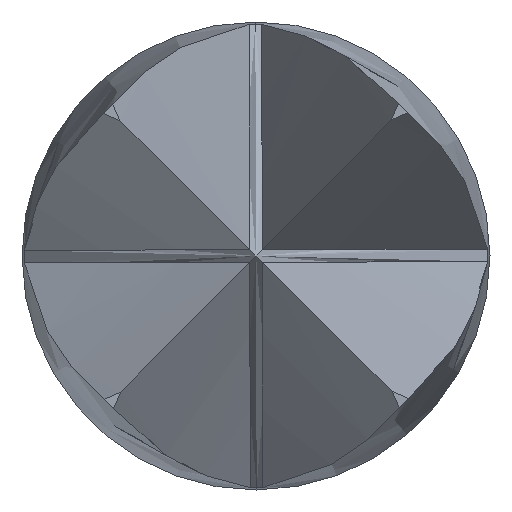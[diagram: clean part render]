
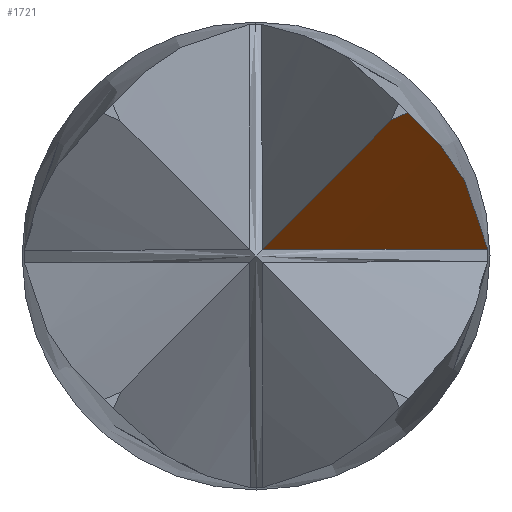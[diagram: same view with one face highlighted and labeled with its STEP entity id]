
A CAD part, left-side view. The second image highlights one B-rep face of the part: STEP entity #1721.
In plain terms, the highlighted conical face has half-angle 60 degrees and reference radius 9.525 mm.
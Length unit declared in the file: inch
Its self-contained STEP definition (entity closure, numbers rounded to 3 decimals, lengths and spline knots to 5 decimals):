
#46 = CARTESIAN_POINT ( 'NONE',  ( -0.4104, -0.02758, 0.00082 ) ) ;
#65 = CARTESIAN_POINT ( 'NONE',  ( -0.46, -0.01807, 0.01706 ) ) ;
#72 = EDGE_CURVE ( 'NONE', #978, #1433, #1132, .T. ) ;
#79 = VERTEX_POINT ( 'NONE', #46 ) ;
#186 = EDGE_CURVE ( 'NONE', #79, #280, #321, .T. ) ;
#246 = CARTESIAN_POINT ( 'NONE',  ( -0.41866, -0.02702, 0.00415 ) ) ;
#256 = CARTESIAN_POINT ( 'NONE',  ( -0.42691, -0.02588, 0.00717 ) ) ;
#266 = EDGE_CURVE ( 'NONE', #978, #280, #371, .T. ) ;
#267 = CARTESIAN_POINT ( 'NONE',  ( -0.46, -0.01807, 0.01706 ) ) ;
#269 = CARTESIAN_POINT ( 'NONE',  ( -0.44343, -0.02269, 0.0126 ) ) ;
#274 = CARTESIAN_POINT ( 'NONE',  ( -0.45171, -0.02063, 0.01501 ) ) ;
#280 = VERTEX_POINT ( 'NONE', #1129 ) ;
#285 = ORIENTED_EDGE ( 'NONE', *, *, #186, .F. ) ;
#321 = CIRCLE ( 'NONE', #1727, 0.375 ) ;
#329 = CONICAL_SURFACE ( 'NONE', #960, 0.375, 1.047 ) ;
#371 = B_SPLINE_CURVE_WITH_KNOTS ( 'NONE', 3,
 ( #1032, #982, #803, #814 ),
 .UNSPECIFIED., .F., .F.,
 ( 4, 4 ),
 ( 0., 0.0008 ),
 .UNSPECIFIED. ) ;
#433 = CARTESIAN_POINT ( 'NONE',  ( -0.68892, -0.27868, 0.00151 ) ) ;
#440 = DIRECTION ( 'NONE',  ( 0., -0.003, -1. ) ) ;
#455 = DIRECTION ( 'NONE',  ( -1., 0., 0. ) ) ;
#612 = CARTESIAN_POINT ( 'NONE',  ( -0.68892, -0.27868, 0.00151 ) ) ;
#618 = DIRECTION ( 'NONE',  ( 0., 0.003, 1. ) ) ;
#629 = DIRECTION ( 'NONE',  ( 1., 0., 0. ) ) ;
#660 = CARTESIAN_POINT ( 'NONE',  ( -0.46, -0.01742, 0.01677 ) ) ;
#732 = CARTESIAN_POINT ( 'NONE',  ( -0.46, -0.01611, 0.0162 ) ) ;
#784 = CARTESIAN_POINT ( 'NONE',  ( -0.46, -0.01676, 0.01649 ) ) ;
#803 = CARTESIAN_POINT ( 'NONE',  ( -0.44476, -0.00588, 0.00591 ) ) ;
#814 = CARTESIAN_POINT ( 'NONE',  ( -0.43717, -0.00075, 0.00075 ) ) ;
#960 = AXIS2_PLACEMENT_3D ( 'NONE', #433, #440, #455 ) ;
#978 = VERTEX_POINT ( 'NONE', #1673 ) ;
#982 = CARTESIAN_POINT ( 'NONE',  ( -0.45237, -0.011, 0.01106 ) ) ;
#1032 = CARTESIAN_POINT ( 'NONE',  ( -0.46, -0.01611, 0.0162 ) ) ;
#1060 = ORIENTED_EDGE ( 'NONE', *, *, #266, .T. ) ;
#1099 = CARTESIAN_POINT ( 'NONE',  ( -0.46, -0.01807, 0.01706 ) ) ;
#1129 = CARTESIAN_POINT ( 'NONE',  ( -0.43717, -0.00075, 0.00075 ) ) ;
#1132 = B_SPLINE_CURVE_WITH_KNOTS ( 'NONE', 3,
 ( #732, #784, #660, #65 ),
 .UNSPECIFIED., .F., .F.,
 ( 4, 4 ),
 ( 0.00273, 0.00279 ),
 .UNSPECIFIED. ) ;
#1210 = B_SPLINE_CURVE_WITH_KNOTS ( 'NONE', 3,
 ( #1496, #246, #256, #269, #274, #267 ),
 .UNSPECIFIED., .F., .F.,
 ( 4, 2, 4 ),
 ( 0., 0.00067, 0.00135 ),
 .UNSPECIFIED. ) ;
#1257 = ORIENTED_EDGE ( 'NONE', *, *, #72, .F. ) ;
#1433 = VERTEX_POINT ( 'NONE', #1099 ) ;
#1437 = ORIENTED_EDGE ( 'NONE', *, *, #1698, .T. ) ;
#1496 = CARTESIAN_POINT ( 'NONE',  ( -0.4104, -0.02758, 0.00082 ) ) ;
#1673 = CARTESIAN_POINT ( 'NONE',  ( -0.46, -0.01611, 0.0162 ) ) ;
#1698 = EDGE_CURVE ( 'NONE', #79, #1433, #1210, .T. ) ;
#1721 = ADVANCED_FACE ( 'NONE', ( #1769 ), #329, .F. ) ;
#1727 = AXIS2_PLACEMENT_3D ( 'NONE', #612, #618, #629 ) ;
#1769 = FACE_OUTER_BOUND ( 'NONE', #1827, .T. ) ;
#1827 = EDGE_LOOP ( 'NONE', ( #1257, #1060, #285, #1437 ) ) ;
